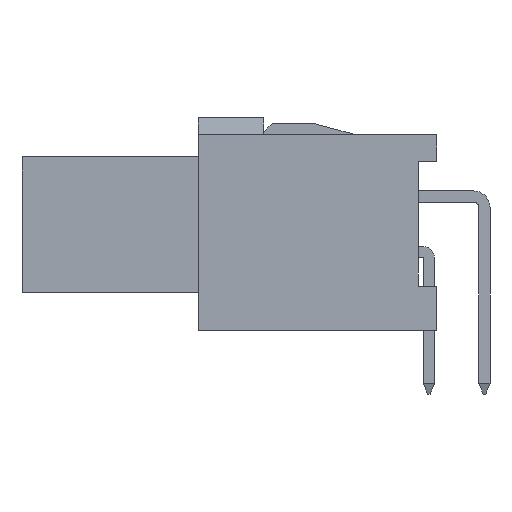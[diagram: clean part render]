
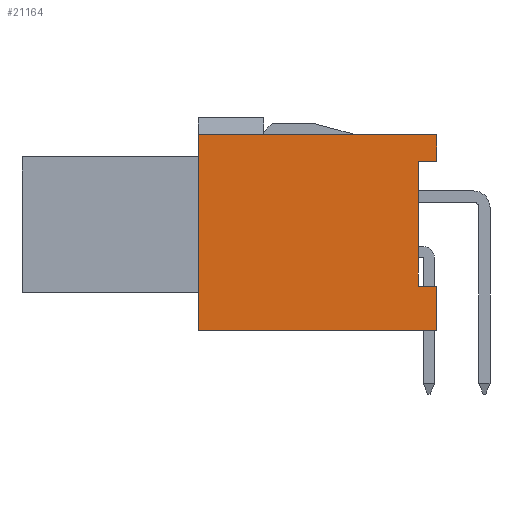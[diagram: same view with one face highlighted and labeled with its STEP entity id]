
A CAD part, left-side view. The second image highlights one B-rep face of the part: STEP entity #21164.
In plain terms, the highlighted planar face has unit normal (-1, 0, 0).
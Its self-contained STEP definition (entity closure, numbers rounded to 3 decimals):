
#18937 = PLANE('',#18938);
#18938 = AXIS2_PLACEMENT_3D('',#18939,#18940,#18941);
#18939 = CARTESIAN_POINT('',(12.79,13.12,8.975));
#18940 = DIRECTION('',(0.,0.,-1.));
#18941 = DIRECTION('',(-1.,0.,0.));
#19178 = PLANE('',#19179);
#19179 = AXIS2_PLACEMENT_3D('',#19180,#19181,#19182);
#19180 = CARTESIAN_POINT('',(-2.63,13.12,9.75));
#19181 = DIRECTION('',(0.,1.,0.));
#19182 = DIRECTION('',(-1.,0.,0.));
#19684 = VERTEX_POINT('',#19685);
#19685 = CARTESIAN_POINT('',(-2.63,13.12,8.975));
#19706 = EDGE_CURVE('',#19707,#19684,#19709,.T.);
#19707 = VERTEX_POINT('',#19708);
#19708 = CARTESIAN_POINT('',(-2.63,2.22,8.975));
#19709 = SURFACE_CURVE('',#19710,(#19714,#19721),.PCURVE_S1.);
#19710 = LINE('',#19711,#19712);
#19711 = CARTESIAN_POINT('',(-2.63,2.22,8.975));
#19712 = VECTOR('',#19713,1.);
#19713 = DIRECTION('',(0.,1.,0.));
#19714 = PCURVE('',#18937,#19715);
#19715 = DEFINITIONAL_REPRESENTATION('',(#19716),#19720);
#19716 = LINE('',#19717,#19718);
#19717 = CARTESIAN_POINT('',(15.42,-10.9));
#19718 = VECTOR('',#19719,1.);
#19719 = DIRECTION('',(0.,1.));
#19720 = ( GEOMETRIC_REPRESENTATION_CONTEXT(2) 
PARAMETRIC_REPRESENTATION_CONTEXT() REPRESENTATION_CONTEXT('2D SPACE',''
  ) );
#19721 = PCURVE('',#19722,#19727);
#19722 = PLANE('',#19723);
#19723 = AXIS2_PLACEMENT_3D('',#19724,#19725,#19726);
#19724 = CARTESIAN_POINT('',(-2.63,2.22,9.75));
#19725 = DIRECTION('',(-1.,0.,0.));
#19726 = DIRECTION('',(0.,1.,0.));
#19727 = DEFINITIONAL_REPRESENTATION('',(#19728),#19732);
#19728 = LINE('',#19729,#19730);
#19729 = CARTESIAN_POINT('',(0.,0.775));
#19730 = VECTOR('',#19731,1.);
#19731 = DIRECTION('',(1.,0.));
#19732 = ( GEOMETRIC_REPRESENTATION_CONTEXT(2) 
PARAMETRIC_REPRESENTATION_CONTEXT() REPRESENTATION_CONTEXT('2D SPACE',''
  ) );
#19750 = PLANE('',#19751);
#19751 = AXIS2_PLACEMENT_3D('',#19752,#19753,#19754);
#19752 = CARTESIAN_POINT('',(12.79,2.22,9.75));
#19753 = DIRECTION('',(0.,-1.,-0.));
#19754 = DIRECTION('',(0.,0.,1.));
#20355 = VERTEX_POINT('',#20356);
#20356 = CARTESIAN_POINT('',(-2.63,13.12,0.));
#20370 = PLANE('',#20371);
#20371 = AXIS2_PLACEMENT_3D('',#20372,#20373,#20374);
#20372 = CARTESIAN_POINT('',(5.08,7.67,0.));
#20373 = DIRECTION('',(0.,0.,-1.));
#20374 = DIRECTION('',(-1.,0.,0.));
#20382 = EDGE_CURVE('',#19684,#20355,#20383,.T.);
#20383 = SURFACE_CURVE('',#20384,(#20388,#20395),.PCURVE_S1.);
#20384 = LINE('',#20385,#20386);
#20385 = CARTESIAN_POINT('',(-2.63,13.12,8.975));
#20386 = VECTOR('',#20387,1.);
#20387 = DIRECTION('',(0.,0.,-1.));
#20388 = PCURVE('',#19178,#20389);
#20389 = DEFINITIONAL_REPRESENTATION('',(#20390),#20394);
#20390 = LINE('',#20391,#20392);
#20391 = CARTESIAN_POINT('',(0.,-0.775));
#20392 = VECTOR('',#20393,1.);
#20393 = DIRECTION('',(0.,-1.));
#20394 = ( GEOMETRIC_REPRESENTATION_CONTEXT(2) 
PARAMETRIC_REPRESENTATION_CONTEXT() REPRESENTATION_CONTEXT('2D SPACE',''
  ) );
#20395 = PCURVE('',#19722,#20396);
#20396 = DEFINITIONAL_REPRESENTATION('',(#20397),#20401);
#20397 = LINE('',#20398,#20399);
#20398 = CARTESIAN_POINT('',(10.9,0.775));
#20399 = VECTOR('',#20400,1.);
#20400 = DIRECTION('',(0.,1.));
#20401 = ( GEOMETRIC_REPRESENTATION_CONTEXT(2) 
PARAMETRIC_REPRESENTATION_CONTEXT() REPRESENTATION_CONTEXT('2D SPACE',''
  ) );
#20925 = PLANE('',#20926);
#20926 = AXIS2_PLACEMENT_3D('',#20927,#20928,#20929);
#20927 = CARTESIAN_POINT('',(-1.73,3.07,0.));
#20928 = DIRECTION('',(0.,1.,0.));
#20929 = DIRECTION('',(-1.,0.,0.));
#21164 = ADVANCED_FACE('',(#21165),#19722,.T.);
#21165 = FACE_BOUND('',#21166,.T.);
#21166 = EDGE_LOOP('',(#21167,#21168,#21191,#21219,#21247,#21270,#21298,
    #21319));
#21167 = ORIENTED_EDGE('',*,*,#20382,.T.);
#21168 = ORIENTED_EDGE('',*,*,#21169,.F.);
#21169 = EDGE_CURVE('',#21170,#20355,#21172,.T.);
#21170 = VERTEX_POINT('',#21171);
#21171 = CARTESIAN_POINT('',(-2.63,2.22,0.));
#21172 = SURFACE_CURVE('',#21173,(#21177,#21184),.PCURVE_S1.);
#21173 = LINE('',#21174,#21175);
#21174 = CARTESIAN_POINT('',(-2.63,2.22,0.));
#21175 = VECTOR('',#21176,1.);
#21176 = DIRECTION('',(0.,1.,0.));
#21177 = PCURVE('',#19722,#21178);
#21178 = DEFINITIONAL_REPRESENTATION('',(#21179),#21183);
#21179 = LINE('',#21180,#21181);
#21180 = CARTESIAN_POINT('',(0.,9.75));
#21181 = VECTOR('',#21182,1.);
#21182 = DIRECTION('',(1.,0.));
#21183 = ( GEOMETRIC_REPRESENTATION_CONTEXT(2) 
PARAMETRIC_REPRESENTATION_CONTEXT() REPRESENTATION_CONTEXT('2D SPACE',''
  ) );
#21184 = PCURVE('',#20370,#21185);
#21185 = DEFINITIONAL_REPRESENTATION('',(#21186),#21190);
#21186 = LINE('',#21187,#21188);
#21187 = CARTESIAN_POINT('',(7.71,-5.45));
#21188 = VECTOR('',#21189,1.);
#21189 = DIRECTION('',(0.,1.));
#21190 = ( GEOMETRIC_REPRESENTATION_CONTEXT(2) 
PARAMETRIC_REPRESENTATION_CONTEXT() REPRESENTATION_CONTEXT('2D SPACE',''
  ) );
#21191 = ORIENTED_EDGE('',*,*,#21192,.F.);
#21192 = EDGE_CURVE('',#21193,#21170,#21195,.T.);
#21193 = VERTEX_POINT('',#21194);
#21194 = CARTESIAN_POINT('',(-2.63,2.22,2.05));
#21195 = SURFACE_CURVE('',#21196,(#21200,#21207),.PCURVE_S1.);
#21196 = LINE('',#21197,#21198);
#21197 = CARTESIAN_POINT('',(-2.63,2.22,2.05));
#21198 = VECTOR('',#21199,1.);
#21199 = DIRECTION('',(0.,0.,-1.));
#21200 = PCURVE('',#19722,#21201);
#21201 = DEFINITIONAL_REPRESENTATION('',(#21202),#21206);
#21202 = LINE('',#21203,#21204);
#21203 = CARTESIAN_POINT('',(0.,7.7));
#21204 = VECTOR('',#21205,1.);
#21205 = DIRECTION('',(0.,1.));
#21206 = ( GEOMETRIC_REPRESENTATION_CONTEXT(2) 
PARAMETRIC_REPRESENTATION_CONTEXT() REPRESENTATION_CONTEXT('2D SPACE',''
  ) );
#21207 = PCURVE('',#21208,#21213);
#21208 = PLANE('',#21209);
#21209 = AXIS2_PLACEMENT_3D('',#21210,#21211,#21212);
#21210 = CARTESIAN_POINT('',(12.79,2.22,9.75));
#21211 = DIRECTION('',(0.,-1.,-0.));
#21212 = DIRECTION('',(0.,0.,1.));
#21213 = DEFINITIONAL_REPRESENTATION('',(#21214),#21218);
#21214 = LINE('',#21215,#21216);
#21215 = CARTESIAN_POINT('',(-7.7,15.42));
#21216 = VECTOR('',#21217,1.);
#21217 = DIRECTION('',(-1.,0.));
#21218 = ( GEOMETRIC_REPRESENTATION_CONTEXT(2) 
PARAMETRIC_REPRESENTATION_CONTEXT() REPRESENTATION_CONTEXT('2D SPACE',''
  ) );
#21219 = ORIENTED_EDGE('',*,*,#21220,.T.);
#21220 = EDGE_CURVE('',#21193,#21221,#21223,.T.);
#21221 = VERTEX_POINT('',#21222);
#21222 = CARTESIAN_POINT('',(-2.63,3.07,2.05));
#21223 = SURFACE_CURVE('',#21224,(#21228,#21235),.PCURVE_S1.);
#21224 = LINE('',#21225,#21226);
#21225 = CARTESIAN_POINT('',(-2.63,2.22,2.05));
#21226 = VECTOR('',#21227,1.);
#21227 = DIRECTION('',(0.,1.,0.));
#21228 = PCURVE('',#19722,#21229);
#21229 = DEFINITIONAL_REPRESENTATION('',(#21230),#21234);
#21230 = LINE('',#21231,#21232);
#21231 = CARTESIAN_POINT('',(0.,7.7));
#21232 = VECTOR('',#21233,1.);
#21233 = DIRECTION('',(1.,0.));
#21234 = ( GEOMETRIC_REPRESENTATION_CONTEXT(2) 
PARAMETRIC_REPRESENTATION_CONTEXT() REPRESENTATION_CONTEXT('2D SPACE',''
  ) );
#21235 = PCURVE('',#21236,#21241);
#21236 = PLANE('',#21237);
#21237 = AXIS2_PLACEMENT_3D('',#21238,#21239,#21240);
#21238 = CARTESIAN_POINT('',(-2.63,3.07,2.05));
#21239 = DIRECTION('',(0.,0.,-1.));
#21240 = DIRECTION('',(-1.,0.,0.));
#21241 = DEFINITIONAL_REPRESENTATION('',(#21242),#21246);
#21242 = LINE('',#21243,#21244);
#21243 = CARTESIAN_POINT('',(0.,-0.85));
#21244 = VECTOR('',#21245,1.);
#21245 = DIRECTION('',(0.,1.));
#21246 = ( GEOMETRIC_REPRESENTATION_CONTEXT(2) 
PARAMETRIC_REPRESENTATION_CONTEXT() REPRESENTATION_CONTEXT('2D SPACE',''
  ) );
#21247 = ORIENTED_EDGE('',*,*,#21248,.F.);
#21248 = EDGE_CURVE('',#21249,#21221,#21251,.T.);
#21249 = VERTEX_POINT('',#21250);
#21250 = CARTESIAN_POINT('',(-2.63,3.07,7.75));
#21251 = SURFACE_CURVE('',#21252,(#21256,#21263),.PCURVE_S1.);
#21252 = LINE('',#21253,#21254);
#21253 = CARTESIAN_POINT('',(-2.63,3.07,7.75));
#21254 = VECTOR('',#21255,1.);
#21255 = DIRECTION('',(0.,0.,-1.));
#21256 = PCURVE('',#19722,#21257);
#21257 = DEFINITIONAL_REPRESENTATION('',(#21258),#21262);
#21258 = LINE('',#21259,#21260);
#21259 = CARTESIAN_POINT('',(0.85,2.));
#21260 = VECTOR('',#21261,1.);
#21261 = DIRECTION('',(0.,1.));
#21262 = ( GEOMETRIC_REPRESENTATION_CONTEXT(2) 
PARAMETRIC_REPRESENTATION_CONTEXT() REPRESENTATION_CONTEXT('2D SPACE',''
  ) );
#21263 = PCURVE('',#20925,#21264);
#21264 = DEFINITIONAL_REPRESENTATION('',(#21265),#21269);
#21265 = LINE('',#21266,#21267);
#21266 = CARTESIAN_POINT('',(0.9,7.75));
#21267 = VECTOR('',#21268,1.);
#21268 = DIRECTION('',(0.,-1.));
#21269 = ( GEOMETRIC_REPRESENTATION_CONTEXT(2) 
PARAMETRIC_REPRESENTATION_CONTEXT() REPRESENTATION_CONTEXT('2D SPACE',''
  ) );
#21270 = ORIENTED_EDGE('',*,*,#21271,.F.);
#21271 = EDGE_CURVE('',#21272,#21249,#21274,.T.);
#21272 = VERTEX_POINT('',#21273);
#21273 = CARTESIAN_POINT('',(-2.63,2.22,7.75));
#21274 = SURFACE_CURVE('',#21275,(#21279,#21286),.PCURVE_S1.);
#21275 = LINE('',#21276,#21277);
#21276 = CARTESIAN_POINT('',(-2.63,2.22,7.75));
#21277 = VECTOR('',#21278,1.);
#21278 = DIRECTION('',(0.,1.,0.));
#21279 = PCURVE('',#19722,#21280);
#21280 = DEFINITIONAL_REPRESENTATION('',(#21281),#21285);
#21281 = LINE('',#21282,#21283);
#21282 = CARTESIAN_POINT('',(0.,2.));
#21283 = VECTOR('',#21284,1.);
#21284 = DIRECTION('',(1.,0.));
#21285 = ( GEOMETRIC_REPRESENTATION_CONTEXT(2) 
PARAMETRIC_REPRESENTATION_CONTEXT() REPRESENTATION_CONTEXT('2D SPACE',''
  ) );
#21286 = PCURVE('',#21287,#21292);
#21287 = PLANE('',#21288);
#21288 = AXIS2_PLACEMENT_3D('',#21289,#21290,#21291);
#21289 = CARTESIAN_POINT('',(-2.63,2.22,7.75));
#21290 = DIRECTION('',(0.,0.,1.));
#21291 = DIRECTION('',(0.,-1.,-0.));
#21292 = DEFINITIONAL_REPRESENTATION('',(#21293),#21297);
#21293 = LINE('',#21294,#21295);
#21294 = CARTESIAN_POINT('',(0.,0.));
#21295 = VECTOR('',#21296,1.);
#21296 = DIRECTION('',(-1.,0.));
#21297 = ( GEOMETRIC_REPRESENTATION_CONTEXT(2) 
PARAMETRIC_REPRESENTATION_CONTEXT() REPRESENTATION_CONTEXT('2D SPACE',''
  ) );
#21298 = ORIENTED_EDGE('',*,*,#21299,.F.);
#21299 = EDGE_CURVE('',#19707,#21272,#21300,.T.);
#21300 = SURFACE_CURVE('',#21301,(#21305,#21312),.PCURVE_S1.);
#21301 = LINE('',#21302,#21303);
#21302 = CARTESIAN_POINT('',(-2.63,2.22,8.975));
#21303 = VECTOR('',#21304,1.);
#21304 = DIRECTION('',(0.,0.,-1.));
#21305 = PCURVE('',#19722,#21306);
#21306 = DEFINITIONAL_REPRESENTATION('',(#21307),#21311);
#21307 = LINE('',#21308,#21309);
#21308 = CARTESIAN_POINT('',(0.,0.775));
#21309 = VECTOR('',#21310,1.);
#21310 = DIRECTION('',(0.,1.));
#21311 = ( GEOMETRIC_REPRESENTATION_CONTEXT(2) 
PARAMETRIC_REPRESENTATION_CONTEXT() REPRESENTATION_CONTEXT('2D SPACE',''
  ) );
#21312 = PCURVE('',#19750,#21313);
#21313 = DEFINITIONAL_REPRESENTATION('',(#21314),#21318);
#21314 = LINE('',#21315,#21316);
#21315 = CARTESIAN_POINT('',(-0.775,15.42));
#21316 = VECTOR('',#21317,1.);
#21317 = DIRECTION('',(-1.,0.));
#21318 = ( GEOMETRIC_REPRESENTATION_CONTEXT(2) 
PARAMETRIC_REPRESENTATION_CONTEXT() REPRESENTATION_CONTEXT('2D SPACE',''
  ) );
#21319 = ORIENTED_EDGE('',*,*,#19706,.T.);
